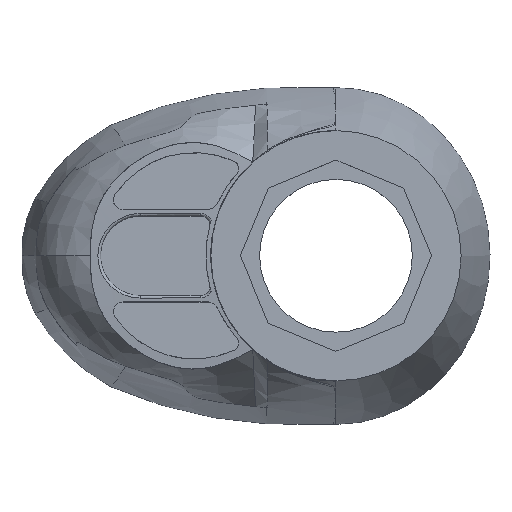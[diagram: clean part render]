
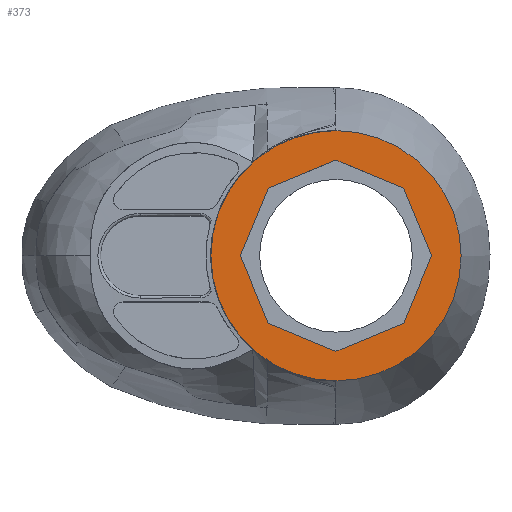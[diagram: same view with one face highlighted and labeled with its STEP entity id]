
A CAD part, top view. The second image highlights one B-rep face of the part: STEP entity #373.
In plain terms, the highlighted planar face has unit normal (0, 0, 1).
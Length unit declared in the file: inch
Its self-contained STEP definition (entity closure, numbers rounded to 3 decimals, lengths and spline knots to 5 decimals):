
#373=ADVANCED_FACE('',(#925,#926),#927,.T.);
#925=FACE_BOUND('',#1664,.T.);
#926=FACE_OUTER_BOUND('',#1665,.T.);
#927=PLANE('',#1666);
#1664=EDGE_LOOP('',(#20295,#20296,#20297,#20298,#20299,#20300,#20301,#20302));
#1665=EDGE_LOOP('',(#20303,#20304));
#1666=AXIS2_PLACEMENT_3D('',#20305,#20306,#20307);
#20295=ORIENTED_EDGE('',*,*,#22208,.T.);
#20296=ORIENTED_EDGE('',*,*,#22212,.T.);
#20297=ORIENTED_EDGE('',*,*,#22216,.T.);
#20298=ORIENTED_EDGE('',*,*,#22220,.T.);
#20299=ORIENTED_EDGE('',*,*,#22224,.T.);
#20300=ORIENTED_EDGE('',*,*,#22195,.T.);
#20301=ORIENTED_EDGE('',*,*,#22200,.T.);
#20302=ORIENTED_EDGE('',*,*,#22204,.T.);
#20303=ORIENTED_EDGE('',*,*,#22227,.T.);
#20304=ORIENTED_EDGE('',*,*,#22228,.T.);
#20305=CARTESIAN_POINT('',(-56.28329,12.28601,0.65275));
#20306=DIRECTION('',(0.,0.,1.0));
#20307=DIRECTION('',(1.0,0.0,0.));
#22195=EDGE_CURVE('',#23360,#23361,#23362,.T.);
#22200=EDGE_CURVE('',#23361,#23369,#23370,.T.);
#22204=EDGE_CURVE('',#23369,#23375,#23376,.T.);
#22208=EDGE_CURVE('',#23375,#23381,#23382,.T.);
#22212=EDGE_CURVE('',#23381,#23387,#23388,.T.);
#22216=EDGE_CURVE('',#23387,#23393,#23394,.T.);
#22220=EDGE_CURVE('',#23393,#23399,#23400,.T.);
#22224=EDGE_CURVE('',#23399,#23360,#23405,.T.);
#22227=EDGE_CURVE('',#23408,#23409,#23410,.T.);
#22228=EDGE_CURVE('',#23409,#23408,#23411,.T.);
#23360=VERTEX_POINT('',#25609);
#23361=VERTEX_POINT('',#25610);
#23362=LINE('',#25611,#25612);
#23369=VERTEX_POINT('',#25622);
#23370=LINE('',#25623,#25624);
#23375=VERTEX_POINT('',#25631);
#23376=LINE('',#25632,#25633);
#23381=VERTEX_POINT('',#25640);
#23382=LINE('',#25641,#25642);
#23387=VERTEX_POINT('',#25649);
#23388=LINE('',#25650,#25651);
#23393=VERTEX_POINT('',#25658);
#23394=LINE('',#25659,#25660);
#23399=VERTEX_POINT('',#25667);
#23400=LINE('',#25668,#25669);
#23405=LINE('',#25676,#25677);
#23408=VERTEX_POINT('',#25681);
#23409=VERTEX_POINT('',#25682);
#23410=CIRCLE('',#25683,0.81778);
#23411=CIRCLE('',#25684,0.81778);
#25609=CARTESIAN_POINT('',(-56.28329,12.91101,0.65275));
#25610=CARTESIAN_POINT('',(-55.84135,12.72796,0.65275));
#25611=CARTESIAN_POINT('',(-56.06232,12.81948,0.65275));
#25612=VECTOR('',#31234,25.4);
#25622=CARTESIAN_POINT('',(-55.65829,12.28601,0.65275));
#25623=CARTESIAN_POINT('',(-55.74982,12.50698,0.65275));
#25624=VECTOR('',#31238,25.4);
#25631=CARTESIAN_POINT('',(-55.84135,11.84407,0.65275));
#25632=CARTESIAN_POINT('',(-55.74982,12.06504,0.65275));
#25633=VECTOR('',#31241,25.4);
#25640=CARTESIAN_POINT('',(-56.28329,11.66101,0.65275));
#25641=CARTESIAN_POINT('',(-56.06232,11.75254,0.65275));
#25642=VECTOR('',#31244,25.4);
#25649=CARTESIAN_POINT('',(-56.72523,11.84407,0.65275));
#25650=CARTESIAN_POINT('',(-56.50426,11.75254,0.65275));
#25651=VECTOR('',#31247,25.4);
#25658=CARTESIAN_POINT('',(-56.90829,12.28601,0.65275));
#25659=CARTESIAN_POINT('',(-56.81676,12.06504,0.65275));
#25660=VECTOR('',#31250,25.4);
#25667=CARTESIAN_POINT('',(-56.72523,12.72796,0.65275));
#25668=CARTESIAN_POINT('',(-56.81676,12.50698,0.65275));
#25669=VECTOR('',#31253,25.4);
#25676=CARTESIAN_POINT('',(-56.50426,12.81948,0.65275));
#25677=VECTOR('',#31256,25.4);
#25681=CARTESIAN_POINT('',(-56.28329,11.46823,0.65275));
#25682=CARTESIAN_POINT('',(-56.28329,13.10379,0.65275));
#25683=AXIS2_PLACEMENT_3D('',#31258,#31259,#31260);
#25684=AXIS2_PLACEMENT_3D('',#31261,#31262,#31263);
#31234=DIRECTION('',(0.924,-0.383,0.));
#31238=DIRECTION('',(0.383,-0.924,0.));
#31241=DIRECTION('',(-0.383,-0.924,0.));
#31244=DIRECTION('',(-0.924,-0.383,0.));
#31247=DIRECTION('',(-0.924,0.383,0.));
#31250=DIRECTION('',(-0.383,0.924,0.));
#31253=DIRECTION('',(0.383,0.924,0.));
#31256=DIRECTION('',(0.924,0.383,0.));
#31258=CARTESIAN_POINT('',(-56.28329,12.28601,0.65275));
#31259=DIRECTION('',(0.,0.,1.0));
#31260=DIRECTION('',(1.0,0.,0.));
#31261=CARTESIAN_POINT('',(-56.28329,12.28601,0.65275));
#31262=DIRECTION('',(0.,0.,1.0));
#31263=DIRECTION('',(1.0,0.,0.));
